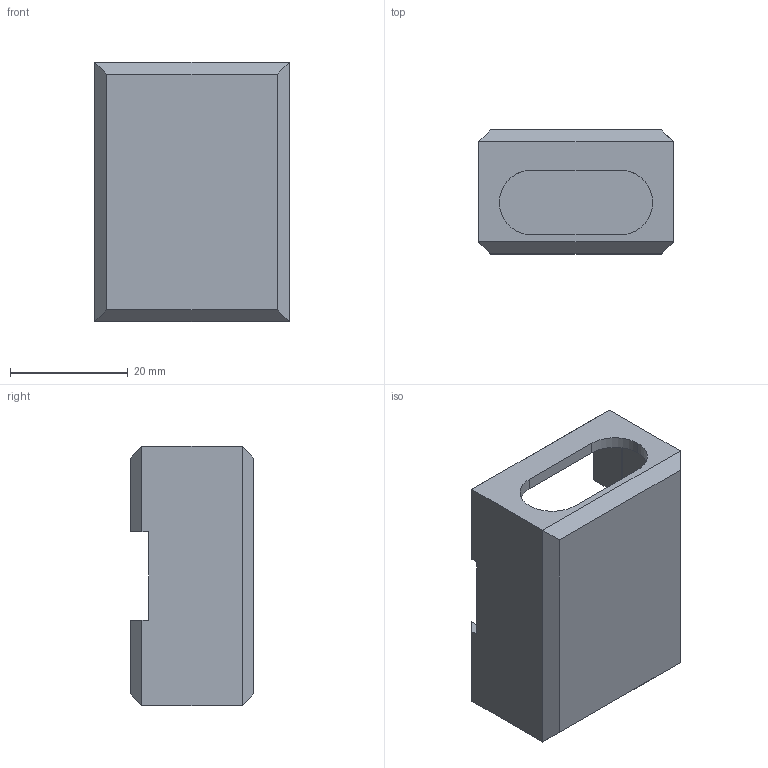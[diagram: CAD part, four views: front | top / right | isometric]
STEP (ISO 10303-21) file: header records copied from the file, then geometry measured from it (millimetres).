
FILE_DESCRIPTION (( 'STEP AP214' ), '1' );
FILE_NAME ('Camera Case ALEX.STEP', '2025-07-27T18:18:01', ( '' ), ( '' ), 'SwSTEP 2.0', 'SolidWorks 2024', '' );
FILE_SCHEMA (( 'AUTOMOTIVE_DESIGN' ));
Length unit declared in the file: millimetre
Products named in the file (1): Camera Case ALEX
Bounding box: 33 x 21 x 44 mm (x, y, z)
Volume: 7206 mm3; surface area: 7867.9 mm2
Topology: 1 solids, 1 shells, 36 faces, 92 edges, 58 vertices
Faces by surface type: plane 33, cylinder 3
Entity records: 1089 total; most frequent: CARTESIAN_POINT 187, ORIENTED_EDGE 184, DIRECTION 172, EDGE_CURVE 92, VECTOR 86, LINE 86, VERTEX_POINT 58, AXIS2_PLACEMENT_3D 43
